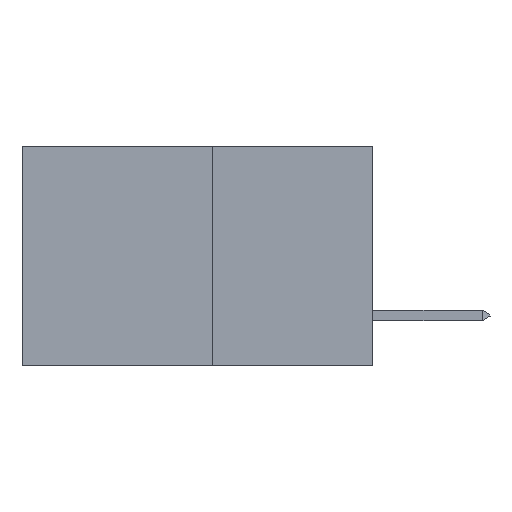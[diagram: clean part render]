
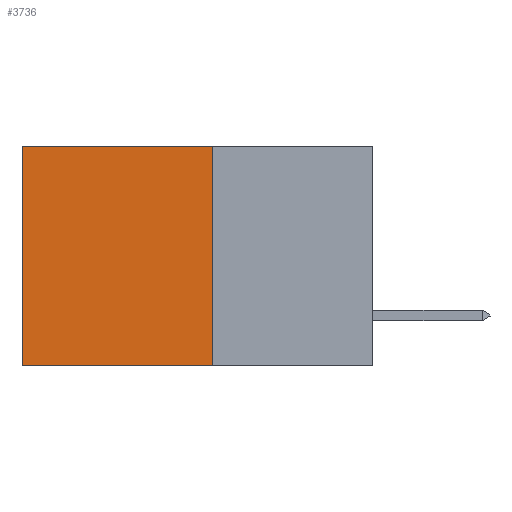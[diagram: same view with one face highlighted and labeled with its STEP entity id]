
A CAD part, left-side view. The second image highlights one B-rep face of the part: STEP entity #3736.
In plain terms, the highlighted planar face has unit normal (-1, 0, 0).
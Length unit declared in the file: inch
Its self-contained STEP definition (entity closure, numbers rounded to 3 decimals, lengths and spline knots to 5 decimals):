
#310 = CARTESIAN_POINT ( 'NONE',  ( 0.277, 0.27, -0.37 ) ) ;
#1503 = CARTESIAN_POINT ( 'NONE',  ( 0.277, 0.59, -0.37 ) ) ;
#1636 = VECTOR ( 'NONE', #11884, 39.37008 ) ;
#1747 = VECTOR ( 'NONE', #9950, 39.37008 ) ;
#2253 = CARTESIAN_POINT ( 'NONE',  ( 0.277, 0.27, -0.37 ) ) ;
#2422 = VERTEX_POINT ( 'NONE', #2253 ) ;
#2572 = DIRECTION ( 'NONE',  ( 0., 1., 0. ) ) ;
#2771 = CARTESIAN_POINT ( 'NONE',  ( 0.277, 0.59, 0. ) ) ;
#3028 = ORIENTED_EDGE ( 'NONE', *, *, #17096, .F. ) ;
#3669 = EDGE_CURVE ( 'NONE', #20428, #16803, #9804, .T. ) ;
#3736 = ADVANCED_FACE ( 'NONE', ( #3880 ), #9555, .F. ) ;
#3838 = DIRECTION ( 'NONE',  ( 0., 0., -1. ) ) ;
#3880 = FACE_OUTER_BOUND ( 'NONE', #9807, .T. ) ;
#6092 = LINE ( 'NONE', #11206, #1747 ) ;
#6804 = DIRECTION ( 'NONE',  ( 0., 1., 0. ) ) ;
#7499 = EDGE_CURVE ( 'NONE', #10438, #2422, #6092, .T. ) ;
#8562 = VECTOR ( 'NONE', #2572, 39.37008 ) ;
#9372 = LINE ( 'NONE', #310, #13695 ) ;
#9555 = PLANE ( 'NONE',  #13800 ) ;
#9804 = LINE ( 'NONE', #1503, #1636 ) ;
#9807 = EDGE_LOOP ( 'NONE', ( #12980, #3028, #11960, #19816 ) ) ;
#9950 = DIRECTION ( 'NONE',  ( 0., 0., -1. ) ) ;
#10438 = VERTEX_POINT ( 'NONE', #13053 ) ;
#11021 = CARTESIAN_POINT ( 'NONE',  ( 0.277, 0.59, -0.37 ) ) ;
#11206 = CARTESIAN_POINT ( 'NONE',  ( 0.277, 0.27, -0.37 ) ) ;
#11884 = DIRECTION ( 'NONE',  ( 0., 0., -1. ) ) ;
#11960 = ORIENTED_EDGE ( 'NONE', *, *, #7499, .F. ) ;
#12375 = CARTESIAN_POINT ( 'NONE',  ( 0.277, 0.27, 0. ) ) ;
#12404 = LINE ( 'NONE', #12375, #8562 ) ;
#12980 = ORIENTED_EDGE ( 'NONE', *, *, #3669, .T. ) ;
#13053 = CARTESIAN_POINT ( 'NONE',  ( 0.277, 0.27, 0. ) ) ;
#13695 = VECTOR ( 'NONE', #6804, 39.37008 ) ;
#13800 = AXIS2_PLACEMENT_3D ( 'NONE', #18322, #16686, #3838 ) ;
#16686 = DIRECTION ( 'NONE',  ( 1., 0., 0. ) ) ;
#16803 = VERTEX_POINT ( 'NONE', #11021 ) ;
#17096 = EDGE_CURVE ( 'NONE', #2422, #16803, #9372, .T. ) ;
#17815 = EDGE_CURVE ( 'NONE', #10438, #20428, #12404, .T. ) ;
#18322 = CARTESIAN_POINT ( 'NONE',  ( 0.277, 0.27, -0.37 ) ) ;
#19816 = ORIENTED_EDGE ( 'NONE', *, *, #17815, .T. ) ;
#20428 = VERTEX_POINT ( 'NONE', #2771 ) ;
